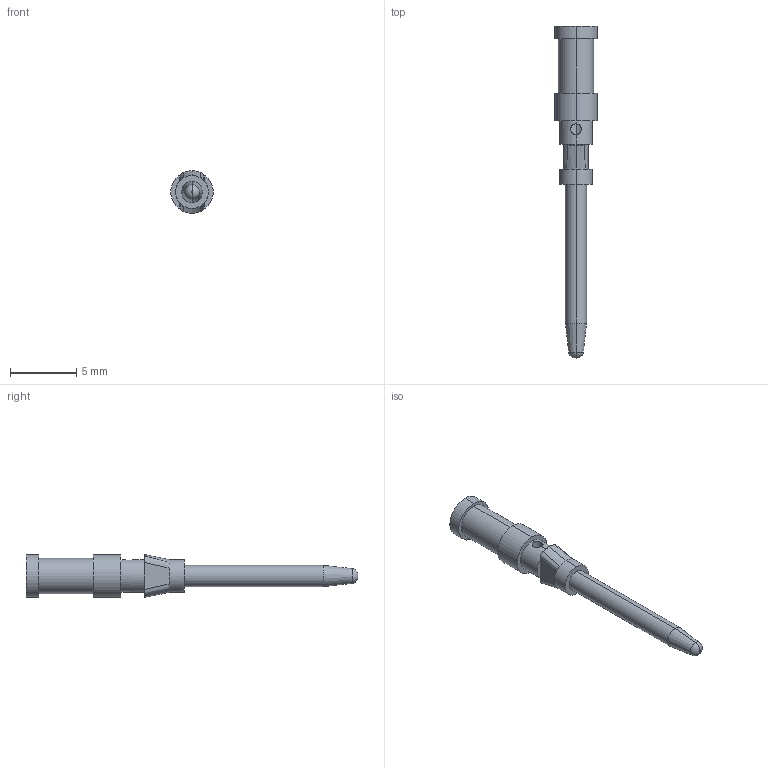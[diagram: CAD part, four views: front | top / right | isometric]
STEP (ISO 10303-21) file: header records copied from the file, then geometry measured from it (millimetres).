
FILE_DESCRIPTION (( 'STEP AP214' ), '1' );
FILE_NAME ('ZP-MC-CC-M10A-20G.step', '2015-08-12T18:18:43', ( '' ), ( '' ), 'SwSTEP 2.0', 'SolidWorks 2014', '' );
FILE_SCHEMA (( 'AUTOMOTIVE_DESIGN' ));
Length unit declared in the file: millimetre
Products named in the file (1): ZP-MC-CC-M10A-20G
Bounding box: 3.2 x 25 x 3.2 mm (x, y, z)
Volume: 82.3 mm3; surface area: 222.1 mm2
Topology: 1 solids, 1 shells, 49 faces, 114 edges, 70 vertices
Faces by surface type: cylinder 19, plane 15, cone 7, torus 4, bspline 4
Entity records: 1564 total; most frequent: CARTESIAN_POINT 440, ORIENTED_EDGE 228, DIRECTION 228, EDGE_CURVE 114, AXIS2_PLACEMENT_3D 98, VERTEX_POINT 70, EDGE_LOOP 54, CIRCLE 52
